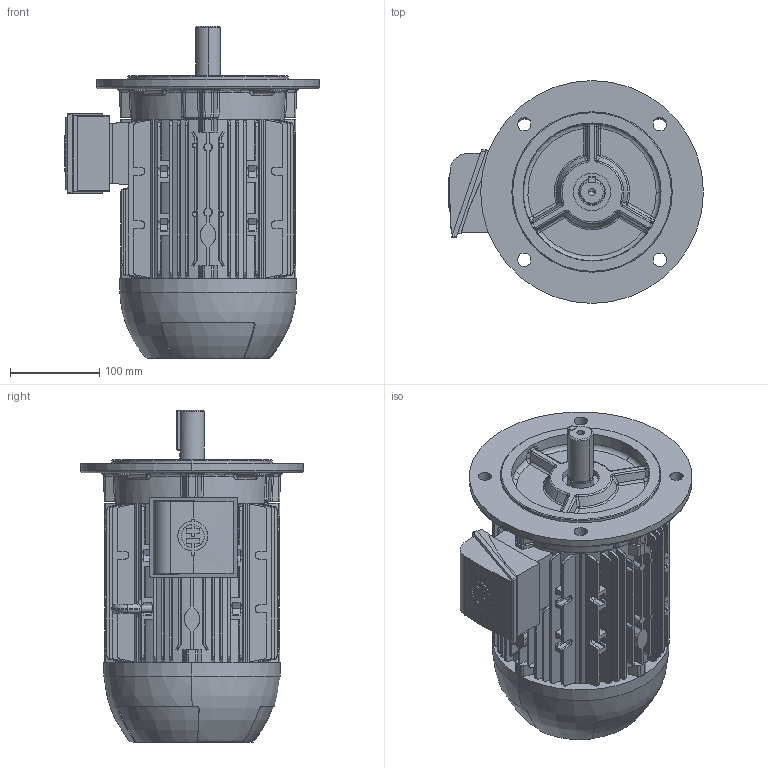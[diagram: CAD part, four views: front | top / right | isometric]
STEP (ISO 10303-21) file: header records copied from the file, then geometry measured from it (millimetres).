
FILE_DESCRIPTION (( 'STEP AP203' ), '1' );
FILE_NAME ('100M_SP_FF_RIGHT.STEP', '2022-06-09T19:42:08', ( '' ), ( '' ), 'SwSTEP 2.0', 'SolidWorks 2020', '' );
FILE_SCHEMA (( 'CONFIG_CONTROL_DESIGN' ));
Length unit declared in the file: millimetre
Products named in the file (9): 105035134_50.5007.680; 105032001_10.5032.019- 8 x 7 x 45; 500014967_M; 500014958; 00411_50.5203.029; 105012066; 500014957_10.5007.074; 100M_SP_FF_RIGHT; 00404_50.5307.044
Assembly tree (9 placements, depth 2):
  100M_SP_FF_RIGHT
    00411_50.5203.029
    105032001_10.5032.019- 8 x 7 x 45
    105035134_50.5007.680
    500014967_M
    105012066  x2
    00404_50.5307.044
    500014957_10.5007.074
    500014958
Bounding box: 285.87 x 249.9 x 372.5 mm (x, y, z)
Volume: 8583400.4 mm3; surface area: 645582.4 mm2
Topology: 9 solids, 9 shells, 1576 faces, 4216 edges, 2672 vertices
Faces by surface type: plane 800, cylinder 446, bspline 164, torus 95, cone 63, sphere 8
Entity records: 54916 total; most frequent: CARTESIAN_POINT 17356, ORIENTED_EDGE 8170, DIRECTION 7143, EDGE_CURVE 4085, VERTEX_POINT 2623, AXIS2_PLACEMENT_3D 2422, LINE 2299, VECTOR 2299
